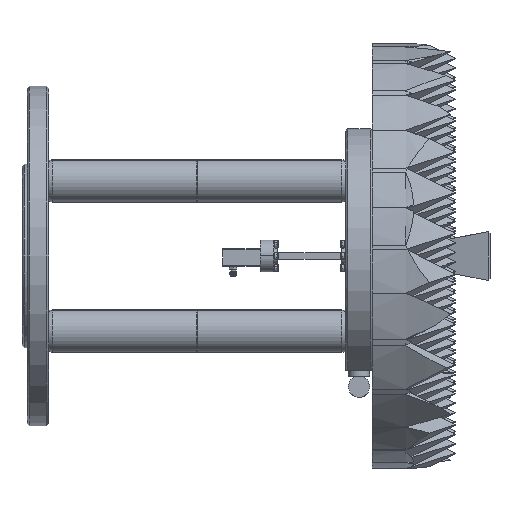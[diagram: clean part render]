
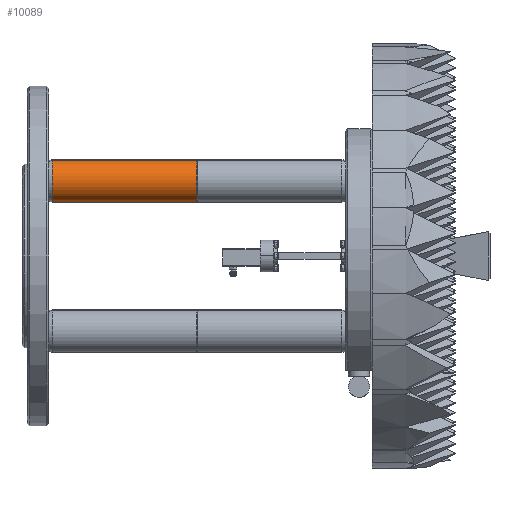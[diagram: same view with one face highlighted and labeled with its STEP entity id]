
A CAD part, left-side view. The second image highlights one B-rep face of the part: STEP entity #10089.
In plain terms, the highlighted cylindrical face has radius 12.7 mm (diameter 25.4 mm), a partial arc.
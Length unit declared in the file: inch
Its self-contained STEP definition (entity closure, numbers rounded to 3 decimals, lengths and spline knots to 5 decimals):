
#967 = CIRCLE ( 'NONE', #6674, 0.5 ) ;
#3677 = CARTESIAN_POINT ( 'NONE',  ( -1.62465, -0.09, 1.28869 ) ) ;
#4138 = DIRECTION ( 'NONE',  ( 0., -1., 0. ) ) ;
#4831 = VERTEX_POINT ( 'NONE', #30706 ) ;
#5572 = EDGE_CURVE ( 'NONE', #12455, #21437, #967, .T. ) ;
#6488 = EDGE_CURVE ( 'NONE', #32567, #4831, #28324, .T. ) ;
#6674 = AXIS2_PLACEMENT_3D ( 'NONE', #26853, #30175, #43843 ) ;
#7039 = LINE ( 'NONE', #3677, #39546 ) ;
#9512 = CARTESIAN_POINT ( 'NONE',  ( -1.91088, -3.49, 2.24685 ) ) ;
#10044 = CARTESIAN_POINT ( 'NONE',  ( -1.76777, -3.49, 1.76777 ) ) ;
#10089 = ADVANCED_FACE ( 'NONE', ( #34970 ), #27638, .T. ) ;
#10176 = CARTESIAN_POINT ( 'NONE',  ( -1.76777, -6.28594, 1.76777 ) ) ;
#12350 = EDGE_LOOP ( 'NONE', ( #43506, #42861, #37258, #31255 ) ) ;
#12455 = VERTEX_POINT ( 'NONE', #40700 ) ;
#12458 = DIRECTION ( 'NONE',  ( 0., 1., 0. ) ) ;
#13250 = EDGE_CURVE ( 'NONE', #12455, #4831, #7039, .T. ) ;
#15586 = CARTESIAN_POINT ( 'NONE',  ( -1.91088, -0.09, 2.24685 ) ) ;
#18311 = AXIS2_PLACEMENT_3D ( 'NONE', #10044, #19708, #36911 ) ;
#19708 = DIRECTION ( 'NONE',  ( 0., -1., 0. ) ) ;
#21350 = DIRECTION ( 'NONE',  ( 0.286, 0., -0.958 ) ) ;
#21437 = VERTEX_POINT ( 'NONE', #15586 ) ;
#26853 = CARTESIAN_POINT ( 'NONE',  ( -1.76777, -0.09, 1.76777 ) ) ;
#27638 = CYLINDRICAL_SURFACE ( 'NONE', #33337, 0.5 ) ;
#28324 = CIRCLE ( 'NONE', #18311, 0.5 ) ;
#28327 = CARTESIAN_POINT ( 'NONE',  ( -1.91088, -3.49, 2.24685 ) ) ;
#30175 = DIRECTION ( 'NONE',  ( 0., 1., 0. ) ) ;
#30706 = CARTESIAN_POINT ( 'NONE',  ( -1.62465, -3.49, 1.28869 ) ) ;
#31179 = DIRECTION ( 'NONE',  ( 0., -1., 0. ) ) ;
#31255 = ORIENTED_EDGE ( 'NONE', *, *, #44233, .T. ) ;
#32567 = VERTEX_POINT ( 'NONE', #28327 ) ;
#33337 = AXIS2_PLACEMENT_3D ( 'NONE', #10176, #4138, #21350 ) ;
#34970 = FACE_OUTER_BOUND ( 'NONE', #12350, .T. ) ;
#36911 = DIRECTION ( 'NONE',  ( -0.286, 0., 0.958 ) ) ;
#37258 = ORIENTED_EDGE ( 'NONE', *, *, #6488, .F. ) ;
#38920 = VECTOR ( 'NONE', #12458, 39.37008 ) ;
#39546 = VECTOR ( 'NONE', #31179, 39.37008 ) ;
#40146 = LINE ( 'NONE', #9512, #38920 ) ;
#40700 = CARTESIAN_POINT ( 'NONE',  ( -1.62465, -0.09, 1.28869 ) ) ;
#42861 = ORIENTED_EDGE ( 'NONE', *, *, #13250, .T. ) ;
#43506 = ORIENTED_EDGE ( 'NONE', *, *, #5572, .F. ) ;
#43843 = DIRECTION ( 'NONE',  ( 0.286, 0., -0.958 ) ) ;
#44233 = EDGE_CURVE ( 'NONE', #32567, #21437, #40146, .T. ) ;
